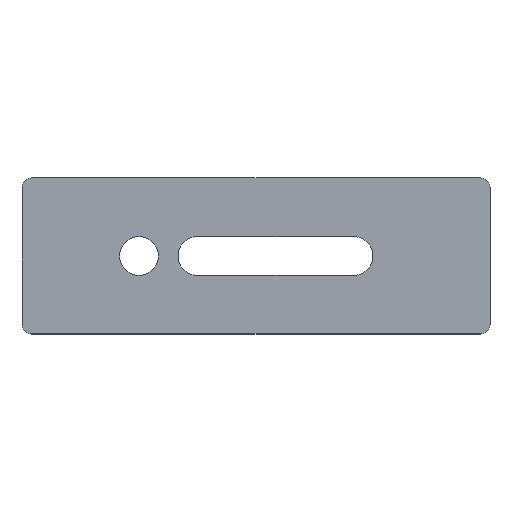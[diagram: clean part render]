
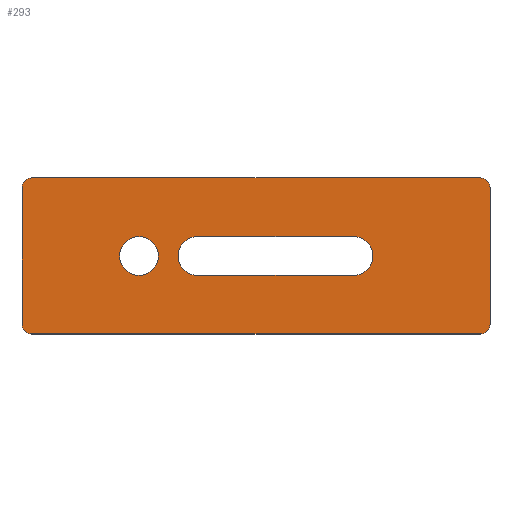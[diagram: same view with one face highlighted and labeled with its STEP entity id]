
A CAD part, top view. The second image highlights one B-rep face of the part: STEP entity #293.
In plain terms, the highlighted planar face has unit normal (0, 0, 1).
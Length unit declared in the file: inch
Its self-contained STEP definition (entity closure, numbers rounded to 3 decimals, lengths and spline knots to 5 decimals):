
#21=FACE_BOUND('',#63,.T.);
#22=FACE_BOUND('',#64,.T.);
#30=PLANE('',#337);
#45=FACE_OUTER_BOUND('',#62,.T.);
#62=EDGE_LOOP('',(#259,#260,#261,#262,#263,#264,#265,#266));
#63=EDGE_LOOP('',(#267));
#64=EDGE_LOOP('',(#268,#269,#270,#271));
#69=LINE('',#444,#94);
#77=LINE('',#475,#102);
#82=LINE('',#489,#107);
#85=LINE('',#497,#110);
#88=LINE('',#506,#113);
#89=LINE('',#508,#114);
#94=VECTOR('',#355,0.3937);
#102=VECTOR('',#383,0.3937);
#107=VECTOR('',#398,0.3937);
#110=VECTOR('',#407,0.3937);
#113=VECTOR('',#420,0.3937);
#114=VECTOR('',#423,0.3937);
#115=CIRCLE('',#310,0.0625);
#123=CIRCLE('',#321,0.0625);
#124=CIRCLE('',#324,0.0625);
#125=CIRCLE('',#326,0.0625);
#126=CIRCLE('',#329,0.125);
#127=CIRCLE('',#332,0.125);
#128=CIRCLE('',#334,0.125);
#129=VERTEX_POINT('',#431);
#130=VERTEX_POINT('',#432);
#134=VERTEX_POINT('',#442);
#145=VERTEX_POINT('',#468);
#146=VERTEX_POINT('',#469);
#147=VERTEX_POINT('',#474);
#148=VERTEX_POINT('',#478);
#149=VERTEX_POINT('',#482);
#150=VERTEX_POINT('',#486);
#151=VERTEX_POINT('',#488);
#152=VERTEX_POINT('',#492);
#153=VERTEX_POINT('',#496);
#154=VERTEX_POINT('',#502);
#155=EDGE_CURVE('',#129,#130,#115,.T.);
#161=EDGE_CURVE('',#129,#134,#69,.T.);
#173=EDGE_CURVE('',#145,#146,#123,.T.);
#176=EDGE_CURVE('',#147,#146,#77,.T.);
#178=EDGE_CURVE('',#147,#148,#124,.T.);
#180=EDGE_CURVE('',#149,#134,#125,.T.);
#183=EDGE_CURVE('',#151,#150,#82,.T.);
#185=EDGE_CURVE('',#152,#151,#126,.T.);
#187=EDGE_CURVE('',#153,#152,#85,.T.);
#189=EDGE_CURVE('',#150,#153,#127,.T.);
#190=EDGE_CURVE('',#154,#154,#128,.T.);
#192=EDGE_CURVE('',#149,#148,#88,.T.);
#193=EDGE_CURVE('',#145,#130,#89,.T.);
#259=ORIENTED_EDGE('',*,*,#155,.F.);
#260=ORIENTED_EDGE('',*,*,#161,.T.);
#261=ORIENTED_EDGE('',*,*,#180,.F.);
#262=ORIENTED_EDGE('',*,*,#192,.T.);
#263=ORIENTED_EDGE('',*,*,#178,.F.);
#264=ORIENTED_EDGE('',*,*,#176,.T.);
#265=ORIENTED_EDGE('',*,*,#173,.F.);
#266=ORIENTED_EDGE('',*,*,#193,.T.);
#267=ORIENTED_EDGE('',*,*,#190,.T.);
#268=ORIENTED_EDGE('',*,*,#189,.T.);
#269=ORIENTED_EDGE('',*,*,#187,.T.);
#270=ORIENTED_EDGE('',*,*,#185,.T.);
#271=ORIENTED_EDGE('',*,*,#183,.T.);
#293=ADVANCED_FACE('',(#45,#21,#22),#30,.T.);
#310=AXIS2_PLACEMENT_3D('',#433,#345,#346);
#321=AXIS2_PLACEMENT_3D('',#470,#377,#378);
#324=AXIS2_PLACEMENT_3D('',#479,#387,#388);
#326=AXIS2_PLACEMENT_3D('',#483,#392,#393);
#329=AXIS2_PLACEMENT_3D('',#493,#402,#403);
#332=AXIS2_PLACEMENT_3D('',#500,#411,#412);
#334=AXIS2_PLACEMENT_3D('',#503,#415,#416);
#337=AXIS2_PLACEMENT_3D('',#509,#424,#425);
#345=DIRECTION('center_axis',(0.,0.,-1.));
#346=DIRECTION('ref_axis',(-0.707,-0.707,0.));
#355=DIRECTION('',(1.,0.,0.));
#377=DIRECTION('center_axis',(0.,0.,-1.));
#378=DIRECTION('ref_axis',(-0.707,0.707,0.));
#383=DIRECTION('',(-1.,0.,0.));
#387=DIRECTION('center_axis',(0.,0.,-1.));
#388=DIRECTION('ref_axis',(0.707,0.707,0.));
#392=DIRECTION('center_axis',(0.,0.,-1.));
#393=DIRECTION('ref_axis',(0.707,-0.707,0.));
#398=DIRECTION('',(-1.,0.,0.));
#402=DIRECTION('center_axis',(0.,0.,-1.));
#403=DIRECTION('ref_axis',(0.,-1.,0.));
#407=DIRECTION('',(1.,0.,0.));
#411=DIRECTION('center_axis',(0.,0.,-1.));
#412=DIRECTION('ref_axis',(0.,1.,0.));
#415=DIRECTION('center_axis',(0.,0.,-1.));
#416=DIRECTION('ref_axis',(1.,0.,0.));
#420=DIRECTION('',(0.,1.,0.));
#423=DIRECTION('',(0.,-1.,0.));
#424=DIRECTION('center_axis',(0.,0.,1.));
#425=DIRECTION('ref_axis',(1.,0.,0.));
#431=CARTESIAN_POINT('',(0.0625,0.,0.091));
#432=CARTESIAN_POINT('',(0.,0.0625,0.091));
#433=CARTESIAN_POINT('Origin',(0.0625,0.0625,0.091));
#442=CARTESIAN_POINT('',(2.9375,0.,0.091));
#444=CARTESIAN_POINT('',(0.,0.,0.091));
#468=CARTESIAN_POINT('',(0.,0.9375,0.091));
#469=CARTESIAN_POINT('',(0.0625,1.,0.091));
#470=CARTESIAN_POINT('Origin',(0.0625,0.9375,0.091));
#474=CARTESIAN_POINT('',(2.9375,1.,0.091));
#475=CARTESIAN_POINT('',(3.,1.,0.091));
#478=CARTESIAN_POINT('',(3.,0.9375,0.091));
#479=CARTESIAN_POINT('Origin',(2.9375,0.9375,0.091));
#482=CARTESIAN_POINT('',(3.,0.0625,0.091));
#483=CARTESIAN_POINT('Origin',(2.9375,0.0625,0.091));
#486=CARTESIAN_POINT('',(1.125,0.375,0.091));
#488=CARTESIAN_POINT('',(2.125,0.375,0.091));
#489=CARTESIAN_POINT('',(1.125,0.375,0.091));
#492=CARTESIAN_POINT('',(2.125,0.625,0.091));
#493=CARTESIAN_POINT('Origin',(2.125,0.5,0.091));
#496=CARTESIAN_POINT('',(1.125,0.625,0.091));
#497=CARTESIAN_POINT('',(2.125,0.625,0.091));
#500=CARTESIAN_POINT('Origin',(1.125,0.5,0.091));
#502=CARTESIAN_POINT('',(0.625,0.5,0.091));
#503=CARTESIAN_POINT('Origin',(0.75,0.5,0.091));
#506=CARTESIAN_POINT('',(3.,0.,0.091));
#508=CARTESIAN_POINT('',(0.,1.,0.091));
#509=CARTESIAN_POINT('Origin',(1.5,0.5,0.091));
